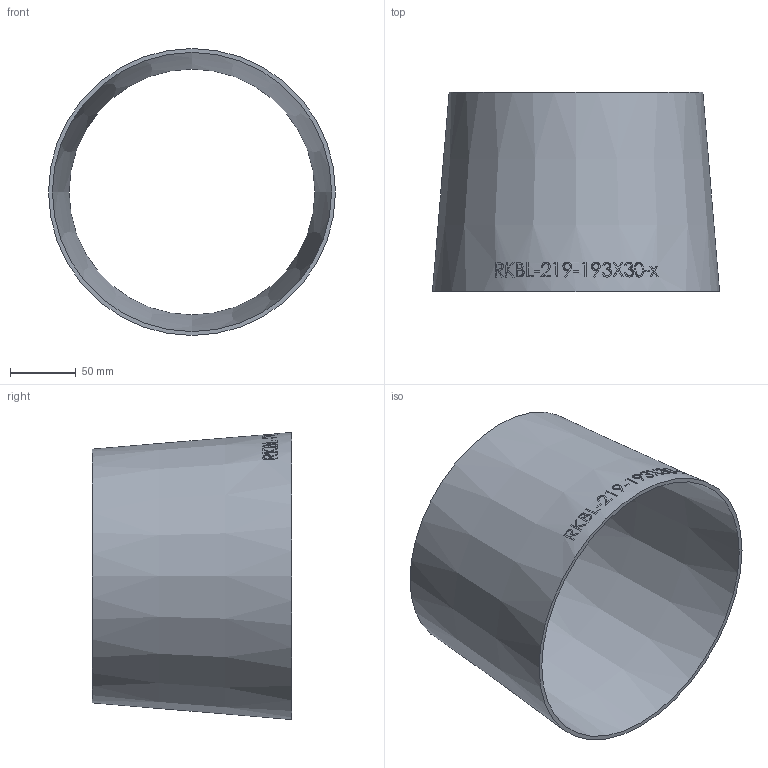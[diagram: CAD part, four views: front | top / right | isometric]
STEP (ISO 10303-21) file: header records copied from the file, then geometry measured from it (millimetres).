
FILE_DESCRIPTION (( 'STEP AP214' ), '1' );
FILE_NAME ('RK-219-193X30-x Reduzierung aus Blech 2006.STEP', '2020-06-02T12:19:32', ( '' ), ( '' ), 'SwSTEP 2.0', 'SolidWorks 2019', '' );
FILE_SCHEMA (( 'AUTOMOTIVE_DESIGN' ));
Length unit declared in the file: millimetre
Products named in the file (1): RK-219-193X30-x Reduzierung aus Blech 2006
Bounding box: 219.1 x 152 x 219.1 mm (x, y, z)
Volume: 292859.4 mm3; surface area: 198806.3 mm2
Topology: 1 solids, 1 shells, 205 faces, 540 edges, 360 vertices
Faces by surface type: bspline 178, cone 25, plane 2
Entity records: 31056 total; most frequent: CARTESIAN_POINT 25391, ORIENTED_EDGE 1076, EDGE_CURVE 538, B_SPLINE_CURVE_WITH_KNOTS 534, VERTEX_POINT 360, EDGE_LOOP 232, FACE_OUTER_BOUND 205, ADVANCED_FACE 205
